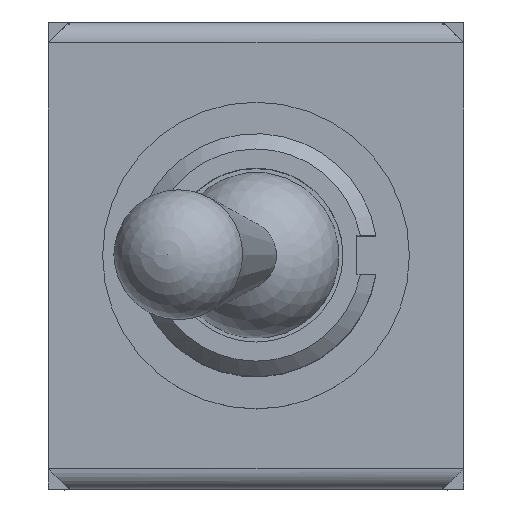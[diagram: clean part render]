
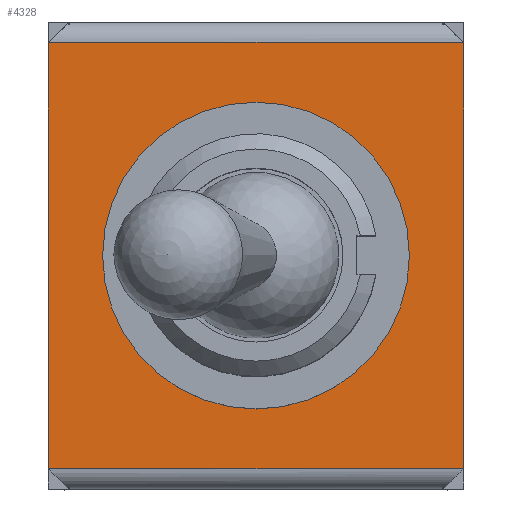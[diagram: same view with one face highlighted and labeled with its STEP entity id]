
A CAD part, top view. The second image highlights one B-rep face of the part: STEP entity #4328.
In plain terms, the highlighted planar face has unit normal (0, 0, 1).
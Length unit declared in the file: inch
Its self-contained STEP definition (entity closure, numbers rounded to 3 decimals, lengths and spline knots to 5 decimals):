
#372=FACE_OUTER_BOUND('',#606,.T.);
#606=EDGE_LOOP('',(#3463,#3464,#3465,#3466,#3467,#3468,#3469,#3470));
#955=LINE('',#7654,#1432);
#959=LINE('',#7663,#1436);
#986=LINE('',#7722,#1463);
#988=LINE('',#7728,#1465);
#991=LINE('',#7733,#1468);
#992=LINE('',#7735,#1469);
#993=LINE('',#7737,#1470);
#994=LINE('',#7738,#1471);
#1432=VECTOR('',#5374,0.3937);
#1436=VECTOR('',#5382,0.3937);
#1463=VECTOR('',#5421,0.3937);
#1465=VECTOR('',#5427,0.3937);
#1468=VECTOR('',#5432,0.3937);
#1469=VECTOR('',#5433,0.3937);
#1470=VECTOR('',#5434,0.3937);
#1471=VECTOR('',#5435,0.3937);
#1935=VERTEX_POINT('',#7651);
#1936=VERTEX_POINT('',#7653);
#1939=VERTEX_POINT('',#7661);
#1964=VERTEX_POINT('',#7719);
#1965=VERTEX_POINT('',#7721);
#1967=VERTEX_POINT('',#7727);
#1969=VERTEX_POINT('',#7734);
#1970=VERTEX_POINT('',#7736);
#2466=EDGE_CURVE('',#1935,#1936,#955,.T.);
#2471=EDGE_CURVE('',#1939,#1935,#959,.T.);
#2501=EDGE_CURVE('',#1964,#1965,#986,.T.);
#2504=EDGE_CURVE('',#1965,#1967,#988,.T.);
#2507=EDGE_CURVE('',#1967,#1939,#991,.T.);
#2508=EDGE_CURVE('',#1969,#1964,#992,.T.);
#2509=EDGE_CURVE('',#1970,#1969,#993,.T.);
#2510=EDGE_CURVE('',#1936,#1970,#994,.T.);
#3463=ORIENTED_EDGE('',*,*,#2466,.F.);
#3464=ORIENTED_EDGE('',*,*,#2471,.F.);
#3465=ORIENTED_EDGE('',*,*,#2507,.F.);
#3466=ORIENTED_EDGE('',*,*,#2504,.F.);
#3467=ORIENTED_EDGE('',*,*,#2501,.F.);
#3468=ORIENTED_EDGE('',*,*,#2508,.F.);
#3469=ORIENTED_EDGE('',*,*,#2509,.F.);
#3470=ORIENTED_EDGE('',*,*,#2510,.F.);
#4111=PLANE('',#4650);
#4328=ADVANCED_FACE('',(#372),#4111,.T.);
#4650=AXIS2_PLACEMENT_3D('',#7732,#5430,#5431);
#5374=DIRECTION('',(1.,0.,0.));
#5382=DIRECTION('',(0.707,0.707,0.));
#5421=DIRECTION('',(-1.,0.,0.));
#5427=DIRECTION('',(-0.707,0.707,0.));
#5430=DIRECTION('center_axis',(0.,0.,
1.));
#5431=DIRECTION('ref_axis',(1.,0.,0.));
#5432=DIRECTION('',(0.,1.,0.));
#5433=DIRECTION('',(-0.707,-0.707,0.));
#5434=DIRECTION('',(0.,-1.,0.));
#5435=DIRECTION('',(0.707,-0.707,0.));
#7651=CARTESIAN_POINT('',(-0.15965,0.16417,0.28858));
#7653=CARTESIAN_POINT('',(0.15965,0.16417,0.28858));
#7654=CARTESIAN_POINT('',(-0.08002,0.16417,0.28858));
#7661=CARTESIAN_POINT('',(-0.16004,0.16378,0.28858));
#7663=CARTESIAN_POINT('',(-0.15694,0.16688,0.28858));
#7719=CARTESIAN_POINT('',(0.15965,-0.16417,0.28858));
#7721=CARTESIAN_POINT('',(-0.15965,-0.16417,0.28858));
#7722=CARTESIAN_POINT('',(0.08002,-0.16417,0.28858));
#7727=CARTESIAN_POINT('',(-0.16004,-0.16378,0.28858));
#7728=CARTESIAN_POINT('',(-0.15694,-0.16688,0.28858));
#7732=CARTESIAN_POINT('Origin',(0.,0.,
0.28858));
#7733=CARTESIAN_POINT('',(-0.16004,-0.17992,0.28858));
#7734=CARTESIAN_POINT('',(0.16004,-0.16378,0.28858));
#7735=CARTESIAN_POINT('',(0.15694,-0.16688,0.28858));
#7736=CARTESIAN_POINT('',(0.16004,0.16378,0.28858));
#7737=CARTESIAN_POINT('',(0.16004,0.17992,0.28858));
#7738=CARTESIAN_POINT('',(0.15694,0.16688,0.28858));
